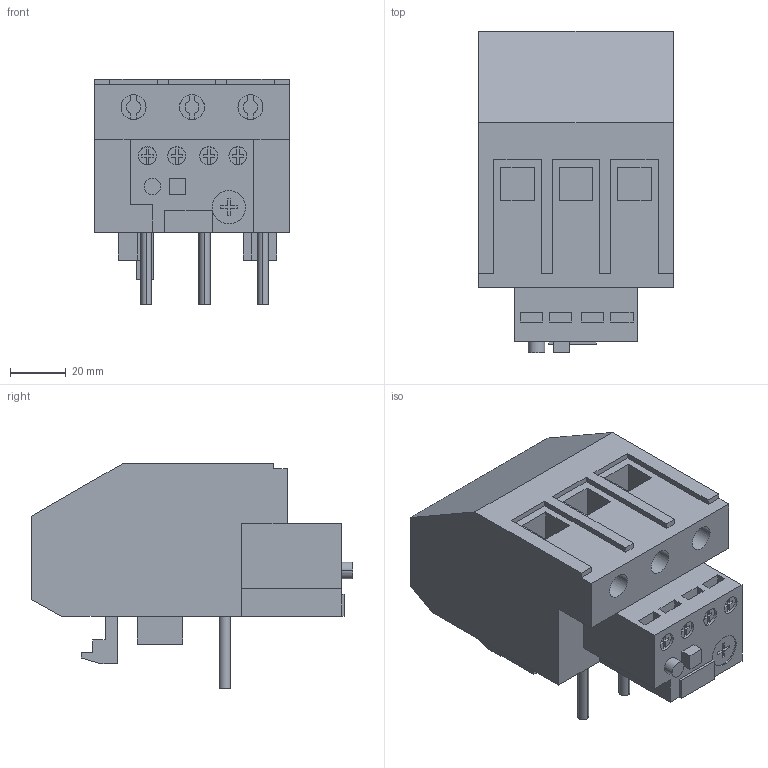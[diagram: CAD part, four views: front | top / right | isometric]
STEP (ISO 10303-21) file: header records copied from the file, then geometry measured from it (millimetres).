
FILE_DESCRIPTION((''),'2;1');
FILE_NAME('LR2D3522','2017-12-08T',('SESA468396'),('Schneider-Electric'),'PRO/ENGINEER BY PARAMETRIC TECHNOLOGY CORPORATION, 2015440','PRO/ENGINEER BY PARAMETRIC TECHNOLOGY CORPORATION, 2015440','');
FILE_SCHEMA(('CONFIG_CONTROL_DESIGN'));
Length unit declared in the file: millimetre
Products named in the file (1): LR2D3522
Bounding box: 70 x 115.5 x 81 mm (x, y, z)
Volume: 331935.6 mm3; surface area: 39352.1 mm2
Topology: 1 solids, 1 shells, 223 faces, 589 edges, 392 vertices
Faces by surface type: plane 193, cylinder 30
Entity records: 6873 total; most frequent: CARTESIAN_POINT 1204, ORIENTED_EDGE 1178, DIRECTION 1123, EDGE_CURVE 589, VECTOR 501, LINE 501, VERTEX_POINT 392, AXIS2_PLACEMENT_3D 311
